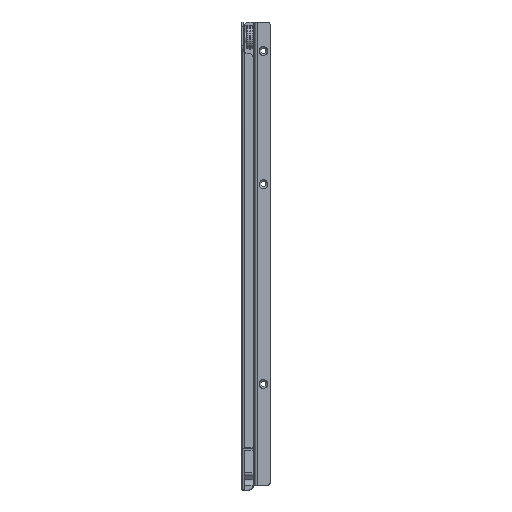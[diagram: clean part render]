
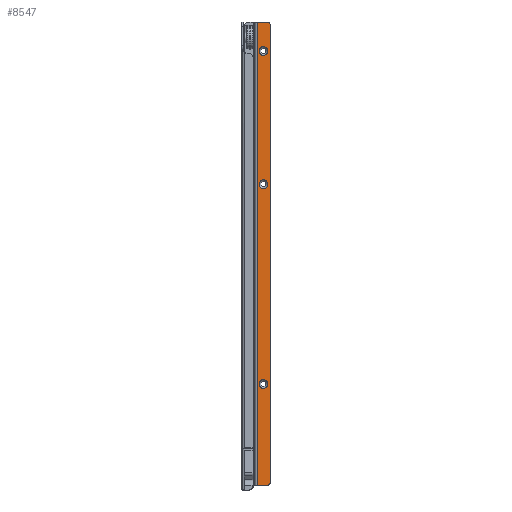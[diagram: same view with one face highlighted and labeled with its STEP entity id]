
A CAD part, front view. The second image highlights one B-rep face of the part: STEP entity #8547.
In plain terms, the highlighted planar face has unit normal (0, -1, 0).
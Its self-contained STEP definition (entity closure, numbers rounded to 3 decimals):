
#132 = AXIS2_PLACEMENT_3D ( 'NONE', #8044, #31428, #24034 ) ;
#144 = DIRECTION ( 'NONE',  ( 0., 1., 0. ) ) ;
#316 = CIRCLE ( 'NONE', #34726, 4.25 ) ;
#709 = ORIENTED_EDGE ( 'NONE', *, *, #9584, .F. ) ;
#1219 = ORIENTED_EDGE ( 'NONE', *, *, #30283, .T. ) ;
#1803 = DIRECTION ( 'NONE',  ( -1., 0., 0. ) ) ;
#2133 = DIRECTION ( 'NONE',  ( 0., 1., 0. ) ) ;
#2732 = CARTESIAN_POINT ( 'NONE',  ( 2.25, -8.074, 97.5 ) ) ;
#3157 = CARTESIAN_POINT ( 'NONE',  ( 10.75, -8.074, 289.5 ) ) ;
#3475 = LINE ( 'NONE', #7909, #30114 ) ;
#3877 = DIRECTION ( 'NONE',  ( 0., 0., 1. ) ) ;
#4134 = AXIS2_PLACEMENT_3D ( 'NONE', #31559, #7649, #39649 ) ;
#4406 = LINE ( 'NONE', #39593, #8896 ) ;
#4589 = CIRCLE ( 'NONE', #40640, 4.25 ) ;
#5508 = VERTEX_POINT ( 'NONE', #40092 ) ;
#5699 = ORIENTED_EDGE ( 'NONE', *, *, #28897, .T. ) ;
#5735 = VERTEX_POINT ( 'NONE', #41395 ) ;
#6547 = DIRECTION ( 'NONE',  ( -1., 0., 0. ) ) ;
#7649 = DIRECTION ( 'NONE',  ( 0., 1., 0. ) ) ;
#7909 = CARTESIAN_POINT ( 'NONE',  ( 13.166, -8.074, 443.5 ) ) ;
#8044 = CARTESIAN_POINT ( 'NONE',  ( 6.5, -8.074, 417.5 ) ) ;
#8547 = ADVANCED_FACE ( 'NONE', ( #51891, #51615, #39278, #32189 ), #47412, .F. ) ;
#8679 = DIRECTION ( 'NONE',  ( 0., 1., 0. ) ) ;
#8896 = VECTOR ( 'NONE', #16194, 1000. ) ;
#9584 = EDGE_CURVE ( 'NONE', #24049, #5735, #17194, .T. ) ;
#9840 = CARTESIAN_POINT ( 'NONE',  ( 0.5, -8.074, 0. ) ) ;
#10320 = ORIENTED_EDGE ( 'NONE', *, *, #25767, .T. ) ;
#11004 = LINE ( 'NONE', #33858, #31782 ) ;
#11451 = DIRECTION ( 'NONE',  ( 0., 0., -1. ) ) ;
#12133 = ORIENTED_EDGE ( 'NONE', *, *, #31372, .T. ) ;
#12250 = ORIENTED_EDGE ( 'NONE', *, *, #36875, .F. ) ;
#12512 = EDGE_CURVE ( 'NONE', #13878, #37947, #316, .T. ) ;
#12513 = EDGE_LOOP ( 'NONE', ( #12133, #31108 ) ) ;
#12735 = EDGE_CURVE ( 'NONE', #27712, #51841, #23836, .T. ) ;
#12896 = CARTESIAN_POINT ( 'NONE',  ( 9.702, -8.074, 445.5 ) ) ;
#13151 = CARTESIAN_POINT ( 'NONE',  ( 2.25, -8.074, 417.5 ) ) ;
#13524 = DIRECTION ( 'NONE',  ( -1., 0., 0. ) ) ;
#13611 = DIRECTION ( 'NONE',  ( 1., 0., 0. ) ) ;
#13656 = AXIS2_PLACEMENT_3D ( 'NONE', #29706, #2133, #26014 ) ;
#13878 = VERTEX_POINT ( 'NONE', #3157 ) ;
#15625 = CARTESIAN_POINT ( 'NONE',  ( -28.798, -8.074, 0. ) ) ;
#16194 = DIRECTION ( 'NONE',  ( 0., 0., -1. ) ) ;
#16614 = VERTEX_POINT ( 'NONE', #2732 ) ;
#16672 = DIRECTION ( 'NONE',  ( 0., 0., 1. ) ) ;
#16820 = VERTEX_POINT ( 'NONE', #37053 ) ;
#16984 = CARTESIAN_POINT ( 'NONE',  ( 6.5, -8.074, 97.5 ) ) ;
#17194 = LINE ( 'NONE', #48457, #30944 ) ;
#17485 = VERTEX_POINT ( 'NONE', #13151 ) ;
#17739 = CIRCLE ( 'NONE', #132, 4.25 ) ;
#17921 = EDGE_LOOP ( 'NONE', ( #47383, #10320 ) ) ;
#18218 = LINE ( 'NONE', #25342, #48222 ) ;
#20599 = CARTESIAN_POINT ( 'NONE',  ( 6.5, -8.074, 289.5 ) ) ;
#23026 = AXIS2_PLACEMENT_3D ( 'NONE', #37399, #29002, #40523 ) ;
#23836 = CIRCLE ( 'NONE', #23026, 4. ) ;
#24034 = DIRECTION ( 'NONE',  ( -1., 0., 0. ) ) ;
#24049 = VERTEX_POINT ( 'NONE', #9840 ) ;
#24652 = DIRECTION ( 'NONE',  ( -1., 0., 0. ) ) ;
#25342 = CARTESIAN_POINT ( 'NONE',  ( 16.63, -8.074, 8. ) ) ;
#25767 = EDGE_CURVE ( 'NONE', #17485, #16820, #26781, .T. ) ;
#26014 = DIRECTION ( 'NONE',  ( -1., 0., 0. ) ) ;
#26386 = VERTEX_POINT ( 'NONE', #40263 ) ;
#26781 = CIRCLE ( 'NONE', #4134, 4.25 ) ;
#27655 = EDGE_CURVE ( 'NONE', #16820, #17485, #17739, .T. ) ;
#27712 = VERTEX_POINT ( 'NONE', #37461 ) ;
#28897 = EDGE_CURVE ( 'NONE', #37947, #13878, #41378, .T. ) ;
#29002 = DIRECTION ( 'NONE',  ( 0., -1., 0. ) ) ;
#29614 = CARTESIAN_POINT ( 'NONE',  ( 13.166, -8.074, 2. ) ) ;
#29627 = ORIENTED_EDGE ( 'NONE', *, *, #51966, .F. ) ;
#29649 = DIRECTION ( 'NONE',  ( 0., 1., 0. ) ) ;
#29706 = CARTESIAN_POINT ( 'NONE',  ( 6.5, -8.074, 289.5 ) ) ;
#29954 = CARTESIAN_POINT ( 'NONE',  ( 13.702, -8.074, 445.5 ) ) ;
#30114 = VECTOR ( 'NONE', #35493, 1000. ) ;
#30283 = EDGE_CURVE ( 'NONE', #51399, #39361, #18218, .T. ) ;
#30944 = VECTOR ( 'NONE', #16672, 1000. ) ;
#31107 = EDGE_CURVE ( 'NONE', #5508, #39361, #4406, .T. ) ;
#31108 = ORIENTED_EDGE ( 'NONE', *, *, #32382, .T. ) ;
#31372 = EDGE_CURVE ( 'NONE', #39261, #16614, #4589, .T. ) ;
#31428 = DIRECTION ( 'NONE',  ( 0., 1., 0. ) ) ;
#31559 = CARTESIAN_POINT ( 'NONE',  ( 6.5, -8.074, 417.5 ) ) ;
#31782 = VECTOR ( 'NONE', #6547, 1000. ) ;
#32189 = FACE_OUTER_BOUND ( 'NONE', #40374, .T. ) ;
#32382 = EDGE_CURVE ( 'NONE', #16614, #39261, #44881, .T. ) ;
#33527 = DIRECTION ( 'NONE',  ( 0., 1., 0. ) ) ;
#33858 = CARTESIAN_POINT ( 'NONE',  ( 13.702, -8.074, 0. ) ) ;
#34726 = AXIS2_PLACEMENT_3D ( 'NONE', #20599, #33527, #13524 ) ;
#35493 = DIRECTION ( 'NONE',  ( -0.5, 0., 0.866 ) ) ;
#35878 = EDGE_CURVE ( 'NONE', #5508, #27712, #3475, .T. ) ;
#36875 = EDGE_CURVE ( 'NONE', #26386, #24049, #11004, .T. ) ;
#36938 = EDGE_CURVE ( 'NONE', #26386, #51399, #51895, .T. ) ;
#37053 = CARTESIAN_POINT ( 'NONE',  ( 10.75, -8.074, 417.5 ) ) ;
#37399 = CARTESIAN_POINT ( 'NONE',  ( 9.702, -8.074, 441.5 ) ) ;
#37461 = CARTESIAN_POINT ( 'NONE',  ( 13.166, -8.074, 443.5 ) ) ;
#37947 = VERTEX_POINT ( 'NONE', #50523 ) ;
#37965 = DIRECTION ( 'NONE',  ( 0.5, 0., 0.866 ) ) ;
#38127 = CARTESIAN_POINT ( 'NONE',  ( 13.702, -8.074, 2.928 ) ) ;
#38737 = ORIENTED_EDGE ( 'NONE', *, *, #36938, .T. ) ;
#39261 = VERTEX_POINT ( 'NONE', #43945 ) ;
#39278 = FACE_BOUND ( 'NONE', #12513, .T. ) ;
#39361 = VERTEX_POINT ( 'NONE', #38127 ) ;
#39593 = CARTESIAN_POINT ( 'NONE',  ( 13.702, -8.074, 0. ) ) ;
#39649 = DIRECTION ( 'NONE',  ( -1., 0., 0. ) ) ;
#39824 = DIRECTION ( 'NONE',  ( 0., -1., 0. ) ) ;
#40092 = CARTESIAN_POINT ( 'NONE',  ( 13.702, -8.074, 442.572 ) ) ;
#40263 = CARTESIAN_POINT ( 'NONE',  ( 9.702, -8.074, 0. ) ) ;
#40374 = EDGE_LOOP ( 'NONE', ( #709, #12250, #38737, #1219, #47723, #50044, #42228, #29627 ) ) ;
#40523 = DIRECTION ( 'NONE',  ( 0., 0., 1. ) ) ;
#40640 = AXIS2_PLACEMENT_3D ( 'NONE', #16984, #29649, #1803 ) ;
#41378 = CIRCLE ( 'NONE', #13656, 4.25 ) ;
#41395 = CARTESIAN_POINT ( 'NONE',  ( 0.5, -8.074, 445.5 ) ) ;
#42228 = ORIENTED_EDGE ( 'NONE', *, *, #12735, .T. ) ;
#43945 = CARTESIAN_POINT ( 'NONE',  ( 10.75, -8.074, 97.5 ) ) ;
#44022 = CARTESIAN_POINT ( 'NONE',  ( 9.702, -8.074, 4. ) ) ;
#44112 = VECTOR ( 'NONE', #13611, 1000. ) ;
#44617 = CARTESIAN_POINT ( 'NONE',  ( 6.5, -8.074, 97.5 ) ) ;
#44881 = CIRCLE ( 'NONE', #51586, 4.25 ) ;
#45117 = AXIS2_PLACEMENT_3D ( 'NONE', #15625, #144, #11451 ) ;
#45952 = LINE ( 'NONE', #29954, #44112 ) ;
#46019 = ORIENTED_EDGE ( 'NONE', *, *, #12512, .T. ) ;
#47383 = ORIENTED_EDGE ( 'NONE', *, *, #27655, .T. ) ;
#47412 = PLANE ( 'NONE',  #45117 ) ;
#47723 = ORIENTED_EDGE ( 'NONE', *, *, #31107, .F. ) ;
#48222 = VECTOR ( 'NONE', #37965, 1000. ) ;
#48457 = CARTESIAN_POINT ( 'NONE',  ( 0.5, -8.074, 0. ) ) ;
#49512 = AXIS2_PLACEMENT_3D ( 'NONE', #44022, #39824, #3877 ) ;
#49978 = EDGE_LOOP ( 'NONE', ( #46019, #5699 ) ) ;
#50044 = ORIENTED_EDGE ( 'NONE', *, *, #35878, .T. ) ;
#50523 = CARTESIAN_POINT ( 'NONE',  ( 2.25, -8.074, 289.5 ) ) ;
#51399 = VERTEX_POINT ( 'NONE', #29614 ) ;
#51586 = AXIS2_PLACEMENT_3D ( 'NONE', #44617, #8679, #24652 ) ;
#51615 = FACE_BOUND ( 'NONE', #49978, .T. ) ;
#51841 = VERTEX_POINT ( 'NONE', #12896 ) ;
#51891 = FACE_BOUND ( 'NONE', #17921, .T. ) ;
#51895 = CIRCLE ( 'NONE', #49512, 4. ) ;
#51966 = EDGE_CURVE ( 'NONE', #5735, #51841, #45952, .T. ) ;
